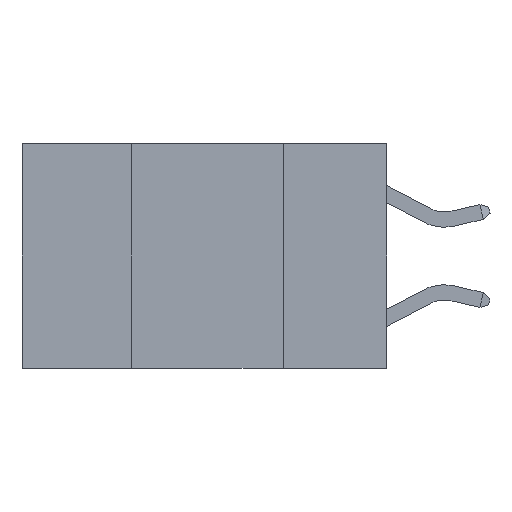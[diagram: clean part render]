
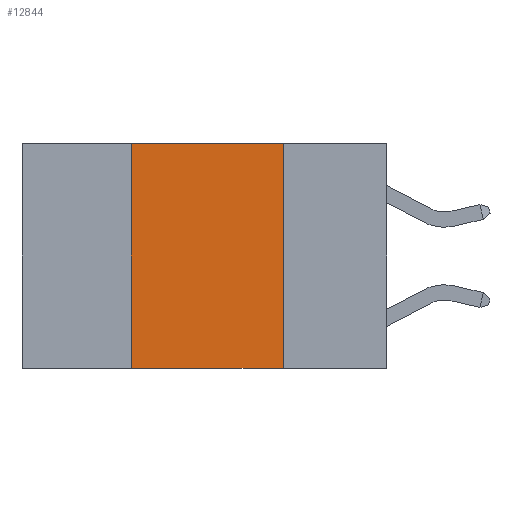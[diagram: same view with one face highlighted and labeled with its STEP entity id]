
A CAD part, left-side view. The second image highlights one B-rep face of the part: STEP entity #12844.
In plain terms, the highlighted planar face has unit normal (-1, 0, 0).
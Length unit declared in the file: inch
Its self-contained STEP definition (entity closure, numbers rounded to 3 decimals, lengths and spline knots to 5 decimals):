
#3217 = PLANE ( 'NONE',  #13868 ) ;
#3531 = CARTESIAN_POINT ( 'NONE',  ( 0., 0.17, 0. ) ) ;
#3742 = CARTESIAN_POINT ( 'NONE',  ( 0., 0.6, -0.37 ) ) ;
#4530 = EDGE_CURVE ( 'NONE', #9801, #22975, #10342, .T. ) ;
#5509 = ORIENTED_EDGE ( 'NONE', *, *, #20474, .T. ) ;
#5602 = DIRECTION ( 'NONE',  ( 0., -1., 0. ) ) ;
#6943 = DIRECTION ( 'NONE',  ( 0., 0., -1. ) ) ;
#7241 = FACE_OUTER_BOUND ( 'NONE', #19032, .T. ) ;
#7257 = CARTESIAN_POINT ( 'NONE',  ( 0., 0.17, 0. ) ) ;
#7472 = VERTEX_POINT ( 'NONE', #8670 ) ;
#7541 = ORIENTED_EDGE ( 'NONE', *, *, #17898, .F. ) ;
#8110 = DIRECTION ( 'NONE',  ( 0., -1., 0. ) ) ;
#8670 = CARTESIAN_POINT ( 'NONE',  ( 0., 0.42, 0. ) ) ;
#9732 = CARTESIAN_POINT ( 'NONE',  ( 0., 0.42, -0.37 ) ) ;
#9801 = VERTEX_POINT ( 'NONE', #7257 ) ;
#10342 = LINE ( 'NONE', #3531, #19408 ) ;
#10419 = CARTESIAN_POINT ( 'NONE',  ( 0., 0.6, 0. ) ) ;
#11897 = LINE ( 'NONE', #11961, #20393 ) ;
#11961 = CARTESIAN_POINT ( 'NONE',  ( 0., 0.42, 0. ) ) ;
#12137 = VECTOR ( 'NONE', #5602, 39.37008 ) ;
#12543 = VERTEX_POINT ( 'NONE', #9732 ) ;
#12844 = ADVANCED_FACE ( 'NONE', ( #7241 ), #3217, .F. ) ;
#13046 = VECTOR ( 'NONE', #8110, 39.37008 ) ;
#13868 = AXIS2_PLACEMENT_3D ( 'NONE', #10419, #17797, #6943 ) ;
#14981 = CARTESIAN_POINT ( 'NONE',  ( 0., 0.17, -0.37 ) ) ;
#16947 = LINE ( 'NONE', #3742, #12137 ) ;
#17789 = EDGE_CURVE ( 'NONE', #7472, #9801, #18414, .T. ) ;
#17797 = DIRECTION ( 'NONE',  ( 1., 0., 0. ) ) ;
#17898 = EDGE_CURVE ( 'NONE', #12543, #7472, #11897, .T. ) ;
#18087 = DIRECTION ( 'NONE',  ( 0., 0., -1. ) ) ;
#18414 = LINE ( 'NONE', #20668, #13046 ) ;
#18663 = ORIENTED_EDGE ( 'NONE', *, *, #17789, .F. ) ;
#19032 = EDGE_LOOP ( 'NONE', ( #23216, #18663, #7541, #5509 ) ) ;
#19408 = VECTOR ( 'NONE', #18087, 39.37008 ) ;
#20393 = VECTOR ( 'NONE', #20984, 39.37008 ) ;
#20474 = EDGE_CURVE ( 'NONE', #12543, #22975, #16947, .T. ) ;
#20668 = CARTESIAN_POINT ( 'NONE',  ( 0., 0.6, 0. ) ) ;
#20984 = DIRECTION ( 'NONE',  ( 0., 0., 1. ) ) ;
#22975 = VERTEX_POINT ( 'NONE', #14981 ) ;
#23216 = ORIENTED_EDGE ( 'NONE', *, *, #4530, .F. ) ;
